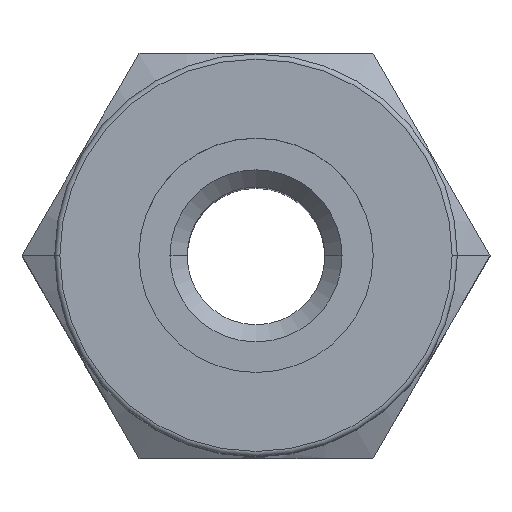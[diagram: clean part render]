
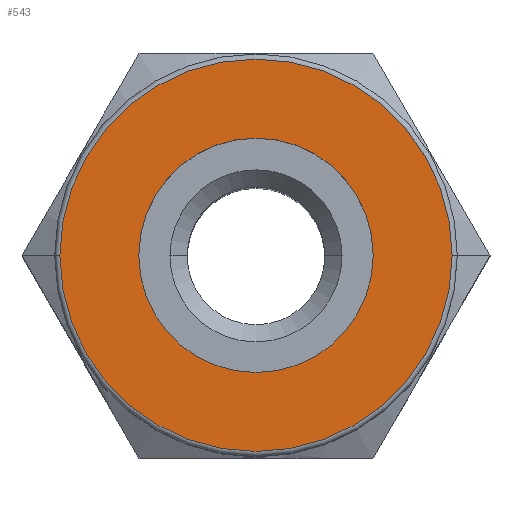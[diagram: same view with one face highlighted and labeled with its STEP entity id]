
A CAD part, top view. The second image highlights one B-rep face of the part: STEP entity #543.
In plain terms, the highlighted planar face has unit normal (0, 0, 1).
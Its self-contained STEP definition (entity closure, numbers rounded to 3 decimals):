
#137=CARTESIAN_POINT('',(0.,0.,16.5));
#138=DIRECTION('',(0.,0.,1.));
#139=DIRECTION('',(-1.,0.,0.));
#140=AXIS2_PLACEMENT_3D('',#137,#138,#139);
#152=CARTESIAN_POINT('',(0.,0.,16.5));
#153=DIRECTION('',(0.,0.,1.));
#154=DIRECTION('',(-1.,0.,0.));
#155=AXIS2_PLACEMENT_3D('',#152,#153,#154);
#157=CARTESIAN_POINT('',(0.,0.,16.5));
#158=DIRECTION('',(0.,0.,1.));
#159=DIRECTION('',(1.,0.,0.));
#160=AXIS2_PLACEMENT_3D('',#157,#158,#159);
#206=CARTESIAN_POINT('',(0.,0.,16.5));
#207=DIRECTION('',(0.,0.,1.));
#208=DIRECTION('',(1.,0.,0.));
#209=AXIS2_PLACEMENT_3D('',#206,#207,#208);
#352=CARTESIAN_POINT('',(-3.406,0.,16.5));
#353=CARTESIAN_POINT('',(3.406,0.,16.5));
#354=VERTEX_POINT('',#352);
#355=VERTEX_POINT('',#353);
#356=CARTESIAN_POINT('',(5.7,0.,16.5));
#357=CARTESIAN_POINT('',(-5.7,0.,16.5));
#358=VERTEX_POINT('',#356);
#359=VERTEX_POINT('',#357);
#527=CARTESIAN_POINT('',(0.,0.,16.5));
#528=DIRECTION('',(0.,0.,1.));
#529=DIRECTION('',(1.,0.,0.));
#530=AXIS2_PLACEMENT_3D('',#527,#528,#529);
#531=PLANE('',#530);
#533=ORIENTED_EDGE('',*,*,#532,.F.);
#534=ORIENTED_EDGE('',*,*,#517,.F.);
#535=EDGE_LOOP('',(#533,#534));
#536=FACE_OUTER_BOUND('',#535,.F.);
#538=ORIENTED_EDGE('',*,*,#537,.T.);
#540=ORIENTED_EDGE('',*,*,#539,.T.);
#541=EDGE_LOOP('',(#538,#540));
#542=FACE_BOUND('',#541,.F.);
#543=ADVANCED_FACE('',(#536,#542),#531,.T.);
#141=CIRCLE('',#140,5.7);
#156=CIRCLE('',#155,3.406);
#161=CIRCLE('',#160,3.406);
#210=CIRCLE('',#209,5.7);
#517=EDGE_CURVE('',#359,#358,#141,.T.);
#532=EDGE_CURVE('',#358,#359,#210,.T.);
#537=EDGE_CURVE('',#354,#355,#156,.T.);
#539=EDGE_CURVE('',#355,#354,#161,.T.);
